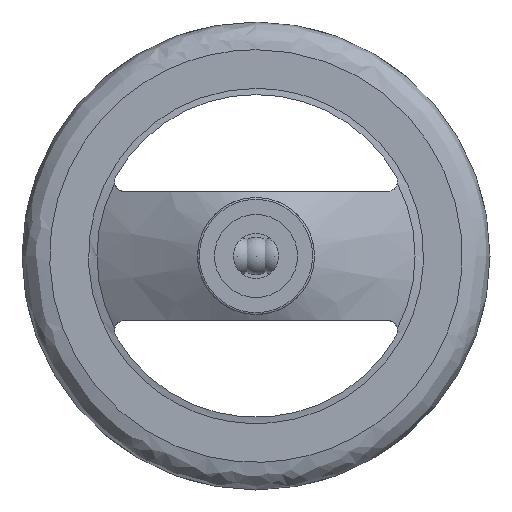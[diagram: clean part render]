
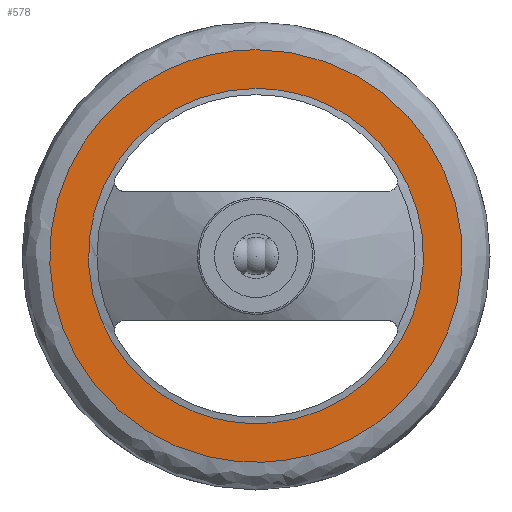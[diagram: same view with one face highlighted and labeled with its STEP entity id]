
A CAD part, front view. The second image highlights one B-rep face of the part: STEP entity #578.
In plain terms, the highlighted planar face has unit normal (0, -1, 0).
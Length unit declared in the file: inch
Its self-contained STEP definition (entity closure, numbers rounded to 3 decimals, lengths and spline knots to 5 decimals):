
#24 = CARTESIAN_POINT ( 'NONE',  ( 4.30446, 0.86614, 2.15223 ) ) ;
#40 = CARTESIAN_POINT ( 'NONE',  ( -4.30446, 0.86614, -2.15223 ) ) ;
#323 =( BOUNDED_CURVE ( )  B_SPLINE_CURVE ( 3, ( #3049, #24, #1915, #1971, #40, #1415, #581 ),
 .UNSPECIFIED., .T., .T. ) 
 B_SPLINE_CURVE_WITH_KNOTS ( ( 4, 3, 4 ),
 ( 0., 0.5, 1. ),
 .UNSPECIFIED. ) 
 CURVE ( )  GEOMETRIC_REPRESENTATION_ITEM ( )  RATIONAL_B_SPLINE_CURVE ( ( 1., 0.333, 0.333, 1., 0.333, 0.333, 1. ) ) 
 REPRESENTATION_ITEM ( '' )  );
#376 = CARTESIAN_POINT ( 'NONE',  ( 0., 0.86614, 1.74802 ) ) ;
#578 = ADVANCED_FACE ( 'NONE', ( #1898, #2978 ), #2998, .F. ) ;
#581 = CARTESIAN_POINT ( 'NONE',  ( 0., 0.86614, 2.15223 ) ) ;
#628 = CARTESIAN_POINT ( 'NONE',  ( 3.49604, 0.86614, 1.74802 ) ) ;
#1104 = CARTESIAN_POINT ( 'NONE',  ( -3.49604, 0.86614, 1.74802 ) ) ;
#1415 = CARTESIAN_POINT ( 'NONE',  ( -4.30446, 0.86614, 2.15223 ) ) ;
#1422 = CARTESIAN_POINT ( 'NONE',  ( 0., 0.86614, 1.74802 ) ) ;
#1629 = EDGE_CURVE ( 'NONE', #3078, #3078, #2617, .T. ) ;
#1694 = ORIENTED_EDGE ( 'NONE', *, *, #3248, .F. ) ;
#1708 = CARTESIAN_POINT ( 'NONE',  ( 0., 0.86614, 1.74802 ) ) ;
#1898 = FACE_BOUND ( 'NONE', #3412, .T. ) ;
#1915 = CARTESIAN_POINT ( 'NONE',  ( 4.30446, 0.86614, -2.15223 ) ) ;
#1971 = CARTESIAN_POINT ( 'NONE',  ( 0., 0.86614, -2.15223 ) ) ;
#1979 = CARTESIAN_POINT ( 'NONE',  ( -3.49604, 0.86614, -1.74802 ) ) ;
#2076 = VERTEX_POINT ( 'NONE', #2377 ) ;
#2113 = ORIENTED_EDGE ( 'NONE', *, *, #1629, .F. ) ;
#2347 = AXIS2_PLACEMENT_3D ( 'NONE', #2728, #3267, #2475 ) ;
#2377 = CARTESIAN_POINT ( 'NONE',  ( 0., 0.86614, 2.15223 ) ) ;
#2475 = DIRECTION ( 'NONE',  ( 0., 0., 1. ) ) ;
#2497 = CARTESIAN_POINT ( 'NONE',  ( 0., 0.86614, -1.74802 ) ) ;
#2617 =( BOUNDED_CURVE ( )  B_SPLINE_CURVE ( 3, ( #1422, #1104, #1979, #2497, #3072, #628, #1708 ),
 .UNSPECIFIED., .T., .T. ) 
 B_SPLINE_CURVE_WITH_KNOTS ( ( 4, 3, 4 ),
 ( 0., 0.5, 1. ),
 .UNSPECIFIED. ) 
 CURVE ( )  GEOMETRIC_REPRESENTATION_ITEM ( )  RATIONAL_B_SPLINE_CURVE ( ( 1., 0.333, 0.333, 1., 0.333, 0.333, 1. ) ) 
 REPRESENTATION_ITEM ( '' )  );
#2728 = CARTESIAN_POINT ( 'NONE',  ( -1.74802, 0.86614, 0. ) ) ;
#2978 = FACE_OUTER_BOUND ( 'NONE', #3404, .T. ) ;
#2998 = PLANE ( 'NONE',  #2347 ) ;
#3049 = CARTESIAN_POINT ( 'NONE',  ( 0., 0.86614, 2.15223 ) ) ;
#3072 = CARTESIAN_POINT ( 'NONE',  ( 3.49604, 0.86614, -1.74802 ) ) ;
#3078 = VERTEX_POINT ( 'NONE', #376 ) ;
#3248 = EDGE_CURVE ( 'NONE', #2076, #2076, #323, .T. ) ;
#3267 = DIRECTION ( 'NONE',  ( 0., 1., 0. ) ) ;
#3404 = EDGE_LOOP ( 'NONE', ( #1694 ) ) ;
#3412 = EDGE_LOOP ( 'NONE', ( #2113 ) ) ;
